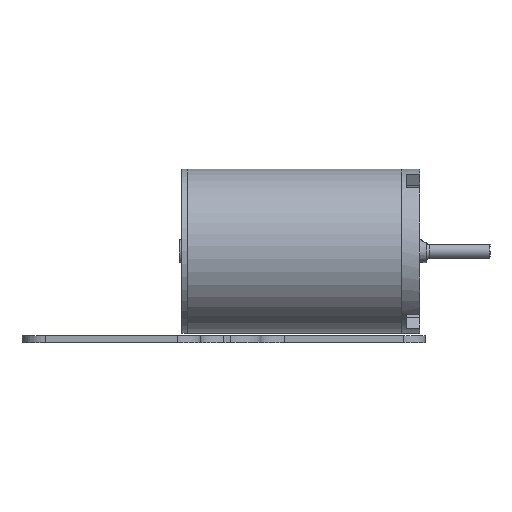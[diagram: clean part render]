
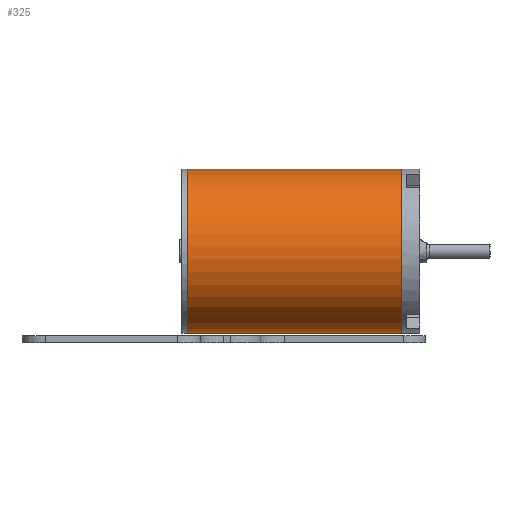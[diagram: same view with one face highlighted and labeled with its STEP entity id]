
A CAD part, left-side view. The second image highlights one B-rep face of the part: STEP entity #325.
In plain terms, the highlighted free-form (B-spline) face has degree [2, 1] with [7, 2] control points.
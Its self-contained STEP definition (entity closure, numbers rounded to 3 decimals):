
#53 = EDGE_CURVE('',#54,#54,#56,.T.);
#54 = VERTEX_POINT('',#55);
#55 = CARTESIAN_POINT('',(-23.45,0.,-18.));
#56 = SURFACE_CURVE('',#57,(#65,#81),.PCURVE_S1.);
#57 = ( BOUNDED_CURVE() B_SPLINE_CURVE(2,(#58,#59,#60,#61,#62,#63,#64),
.UNSPECIFIED.,.T.,.F.) B_SPLINE_CURVE_WITH_KNOTS((3,2,2,3),(
    3.142,5.236,7.33,9.425),
.PIECEWISE_BEZIER_KNOTS.) CURVE() GEOMETRIC_REPRESENTATION_ITEM() 
RATIONAL_B_SPLINE_CURVE((1.,0.5,1.,0.5,1.,0.5,1.)) REPRESENTATION_ITEM(
  '') );
#58 = CARTESIAN_POINT('',(-23.45,0.,-18.));
#59 = CARTESIAN_POINT('',(-23.45,-31.177,-18.));
#60 = CARTESIAN_POINT('',(-23.45,-15.588,9.));
#61 = CARTESIAN_POINT('',(-23.45,0.,36.));
#62 = CARTESIAN_POINT('',(-23.45,15.588,9.));
#63 = CARTESIAN_POINT('',(-23.45,31.177,-18.));
#64 = CARTESIAN_POINT('',(-23.45,0.,-18.));
#65 = PCURVE('',#66,#71);
#66 = B_SPLINE_SURFACE_WITH_KNOTS('',1,1,(
    (#67,#68)
    ,(#69,#70
    )),.UNSPECIFIED.,.F.,.F.,.F.,(2,2),(2,2),(-18.,18.),(-34.5,1.5),
  .PIECEWISE_BEZIER_KNOTS.);
#67 = CARTESIAN_POINT('',(-23.45,-18.,18.));
#68 = CARTESIAN_POINT('',(-23.45,18.,18.));
#69 = CARTESIAN_POINT('',(-23.45,-18.,-18.));
#70 = CARTESIAN_POINT('',(-23.45,18.,-18.));
#71 = DEFINITIONAL_REPRESENTATION('',(#72),#80);
#72 = ( BOUNDED_CURVE() B_SPLINE_CURVE(2,(#73,#74,#75,#76,#77,#78,#79),
.UNSPECIFIED.,.F.,.F.) B_SPLINE_CURVE_WITH_KNOTS((3,2,2,3),(
    3.142,5.236,7.33,9.425),
.PIECEWISE_BEZIER_KNOTS.) CURVE() GEOMETRIC_REPRESENTATION_ITEM() 
RATIONAL_B_SPLINE_CURVE((1.,0.5,1.,0.5,1.,0.5,1.)) REPRESENTATION_ITEM(
  '') );
#73 = CARTESIAN_POINT('',(18.,-16.5));
#74 = CARTESIAN_POINT('',(18.,-47.677));
#75 = CARTESIAN_POINT('',(-9.,-32.088));
#76 = CARTESIAN_POINT('',(-36.,-16.5));
#77 = CARTESIAN_POINT('',(-9.,-0.912));
#78 = CARTESIAN_POINT('',(18.,14.677));
#79 = CARTESIAN_POINT('',(18.,-16.5));
#80 = ( GEOMETRIC_REPRESENTATION_CONTEXT(2) 
PARAMETRIC_REPRESENTATION_CONTEXT() REPRESENTATION_CONTEXT('2D SPACE',''
  ) );
#81 = PCURVE('',#82,#97);
#82 = ( BOUNDED_SURFACE() B_SPLINE_SURFACE(2,1,(
    (#83,#84)
    ,(#85,#86)
    ,(#87,#88)
    ,(#89,#90)
    ,(#91,#92)
    ,(#93,#94)
,(#95,#96
    )),.UNSPECIFIED.,.T.,.F.,.F.) B_SPLINE_SURFACE_WITH_KNOTS((1,2,2,2,2
    ,1),(2,2),(-2.094,0.,2.094,4.189,
    6.283,8.378),(-123.638,-76.738),
.UNSPECIFIED.) GEOMETRIC_REPRESENTATION_ITEM() RATIONAL_B_SPLINE_SURFACE
((
    (1.,1.)
    ,(0.5,0.5)
    ,(1.,1.)
    ,(0.5,0.5)
    ,(1.,1.)
    ,(0.5,0.5)
,(1.,1.))) REPRESENTATION_ITEM('') SURFACE() );
#83 = CARTESIAN_POINT('',(23.45,0.,18.));
#84 = CARTESIAN_POINT('',(-23.45,0.,18.));
#85 = CARTESIAN_POINT('',(23.45,31.177,18.));
#86 = CARTESIAN_POINT('',(-23.45,31.177,18.));
#87 = CARTESIAN_POINT('',(23.45,15.588,-9.));
#88 = CARTESIAN_POINT('',(-23.45,15.588,-9.));
#89 = CARTESIAN_POINT('',(23.45,0.,-36.));
#90 = CARTESIAN_POINT('',(-23.45,0.,-36.));
#91 = CARTESIAN_POINT('',(23.45,-15.588,-9.));
#92 = CARTESIAN_POINT('',(-23.45,-15.588,-9.));
#93 = CARTESIAN_POINT('',(23.45,-31.177,18.));
#94 = CARTESIAN_POINT('',(-23.45,-31.177,18.));
#95 = CARTESIAN_POINT('',(23.45,0.,18.));
#96 = CARTESIAN_POINT('',(-23.45,0.,18.));
#97 = DEFINITIONAL_REPRESENTATION('',(#98),#121);
#98 = B_SPLINE_CURVE_WITH_KNOTS('',7,(#99,#100,#101,#102,#103,#104,#105,
    #106,#107,#108,#109,#110,#111,#112,#113,#114,#115,#116,#117,#118,
    #119,#120),.UNSPECIFIED.,.F.,.F.,(8,7,7,8),(3.142,
    5.236,7.33,9.425),
  .PIECEWISE_BEZIER_KNOTS.);
#99 = CARTESIAN_POINT('',(-3.142,-76.738));
#100 = CARTESIAN_POINT('',(-2.927,-76.738));
#101 = CARTESIAN_POINT('',(-2.579,-76.738));
#102 = CARTESIAN_POINT('',(-2.588,-76.738));
#103 = CARTESIAN_POINT('',(-1.601,-76.738));
#104 = CARTESIAN_POINT('',(-1.61,-76.738));
#105 = CARTESIAN_POINT('',(-1.262,-76.738));
#106 = CARTESIAN_POINT('',(-1.047,-76.738));
#107 = CARTESIAN_POINT('',(-0.833,-76.738));
#108 = CARTESIAN_POINT('',(-0.485,-76.738));
#109 = CARTESIAN_POINT('',(-0.493,-76.738));
#110 = CARTESIAN_POINT('',(0.493,-76.738));
#111 = CARTESIAN_POINT('',(0.485,-76.738));
#112 = CARTESIAN_POINT('',(0.833,-76.738));
#113 = CARTESIAN_POINT('',(1.047,-76.738));
#114 = CARTESIAN_POINT('',(1.262,-76.738));
#115 = CARTESIAN_POINT('',(1.61,-76.738));
#116 = CARTESIAN_POINT('',(1.601,-76.738));
#117 = CARTESIAN_POINT('',(2.588,-76.738));
#118 = CARTESIAN_POINT('',(2.579,-76.738));
#119 = CARTESIAN_POINT('',(2.927,-76.738));
#120 = CARTESIAN_POINT('',(3.142,-76.738));
#121 = ( GEOMETRIC_REPRESENTATION_CONTEXT(2) 
PARAMETRIC_REPRESENTATION_CONTEXT() REPRESENTATION_CONTEXT('2D SPACE',''
  ) );
#254 = B_SPLINE_SURFACE_WITH_KNOTS('',1,1,(
    (#255,#256)
    ,(#257,#258
    )),.UNSPECIFIED.,.F.,.F.,.F.,(2,2),(2,2),(-18.,18.),(-34.5,1.5),
  .PIECEWISE_BEZIER_KNOTS.);
#255 = CARTESIAN_POINT('',(23.45,-18.,-18.));
#256 = CARTESIAN_POINT('',(23.45,18.,-18.));
#257 = CARTESIAN_POINT('',(23.45,-18.,18.));
#258 = CARTESIAN_POINT('',(23.45,18.,18.));
#273 = EDGE_CURVE('',#274,#274,#276,.T.);
#274 = VERTEX_POINT('',#275);
#275 = CARTESIAN_POINT('',(23.45,0.,-18.));
#276 = SURFACE_CURVE('',#277,(#285,#296),.PCURVE_S1.);
#277 = ( BOUNDED_CURVE() B_SPLINE_CURVE(2,(#278,#279,#280,#281,#282,#283
,#284),.UNSPECIFIED.,.T.,.F.) B_SPLINE_CURVE_WITH_KNOTS((3,2,2,3),(
    3.142,5.236,7.33,9.425),
.PIECEWISE_BEZIER_KNOTS.) CURVE() GEOMETRIC_REPRESENTATION_ITEM() 
RATIONAL_B_SPLINE_CURVE((1.,0.5,1.,0.5,1.,0.5,1.)) REPRESENTATION_ITEM(
  '') );
#278 = CARTESIAN_POINT('',(23.45,0.,-18.));
#279 = CARTESIAN_POINT('',(23.45,-31.177,-18.));
#280 = CARTESIAN_POINT('',(23.45,-15.588,9.));
#281 = CARTESIAN_POINT('',(23.45,0.,36.));
#282 = CARTESIAN_POINT('',(23.45,15.588,9.));
#283 = CARTESIAN_POINT('',(23.45,31.177,-18.));
#284 = CARTESIAN_POINT('',(23.45,0.,-18.));
#285 = PCURVE('',#254,#286);
#286 = DEFINITIONAL_REPRESENTATION('',(#287),#295);
#287 = ( BOUNDED_CURVE() B_SPLINE_CURVE(2,(#288,#289,#290,#291,#292,#293
,#294),.UNSPECIFIED.,.F.,.F.) B_SPLINE_CURVE_WITH_KNOTS((3,2,2,3),(
    3.142,5.236,7.33,9.425),
.PIECEWISE_BEZIER_KNOTS.) CURVE() GEOMETRIC_REPRESENTATION_ITEM() 
RATIONAL_B_SPLINE_CURVE((1.,0.5,1.,0.5,1.,0.5,1.)) REPRESENTATION_ITEM(
  '') );
#288 = CARTESIAN_POINT('',(-18.,-16.5));
#289 = CARTESIAN_POINT('',(-18.,-47.677));
#290 = CARTESIAN_POINT('',(9.,-32.088));
#291 = CARTESIAN_POINT('',(36.,-16.5));
#292 = CARTESIAN_POINT('',(9.,-0.912));
#293 = CARTESIAN_POINT('',(-18.,14.677));
#294 = CARTESIAN_POINT('',(-18.,-16.5));
#295 = ( GEOMETRIC_REPRESENTATION_CONTEXT(2) 
PARAMETRIC_REPRESENTATION_CONTEXT() REPRESENTATION_CONTEXT('2D SPACE',''
  ) );
#296 = PCURVE('',#82,#297);
#297 = DEFINITIONAL_REPRESENTATION('',(#298),#321);
#298 = B_SPLINE_CURVE_WITH_KNOTS('',7,(#299,#300,#301,#302,#303,#304,
    #305,#306,#307,#308,#309,#310,#311,#312,#313,#314,#315,#316,#317,
    #318,#319,#320),.UNSPECIFIED.,.F.,.F.,(8,7,7,8),(3.142,
    5.236,7.33,9.425),
  .PIECEWISE_BEZIER_KNOTS.);
#299 = CARTESIAN_POINT('',(-3.142,-123.638));
#300 = CARTESIAN_POINT('',(-2.927,-123.638));
#301 = CARTESIAN_POINT('',(-2.579,-123.638));
#302 = CARTESIAN_POINT('',(-2.588,-123.638));
#303 = CARTESIAN_POINT('',(-1.601,-123.638));
#304 = CARTESIAN_POINT('',(-1.61,-123.638));
#305 = CARTESIAN_POINT('',(-1.262,-123.638));
#306 = CARTESIAN_POINT('',(-1.047,-123.638));
#307 = CARTESIAN_POINT('',(-0.833,-123.638));
#308 = CARTESIAN_POINT('',(-0.485,-123.638));
#309 = CARTESIAN_POINT('',(-0.493,-123.638));
#310 = CARTESIAN_POINT('',(0.493,-123.638));
#311 = CARTESIAN_POINT('',(0.485,-123.638));
#312 = CARTESIAN_POINT('',(0.833,-123.638));
#313 = CARTESIAN_POINT('',(1.047,-123.638));
#314 = CARTESIAN_POINT('',(1.262,-123.638));
#315 = CARTESIAN_POINT('',(1.61,-123.638));
#316 = CARTESIAN_POINT('',(1.601,-123.638));
#317 = CARTESIAN_POINT('',(2.588,-123.638));
#318 = CARTESIAN_POINT('',(2.579,-123.638));
#319 = CARTESIAN_POINT('',(2.927,-123.638));
#320 = CARTESIAN_POINT('',(3.142,-123.638));
#321 = ( GEOMETRIC_REPRESENTATION_CONTEXT(2) 
PARAMETRIC_REPRESENTATION_CONTEXT() REPRESENTATION_CONTEXT('2D SPACE',''
  ) );
#325 = ADVANCED_FACE('',(#326),#82,.T.);
#326 = FACE_BOUND('',#327,.T.);
#327 = EDGE_LOOP('',(#328,#329,#349,#350));
#328 = ORIENTED_EDGE('',*,*,#53,.F.);
#329 = ORIENTED_EDGE('',*,*,#330,.T.);
#330 = EDGE_CURVE('',#54,#274,#331,.T.);
#331 = SEAM_CURVE('',#332,(#335,#342),.PCURVE_S1.);
#332 = B_SPLINE_CURVE_WITH_KNOTS('',1,(#333,#334),.UNSPECIFIED.,.F.,.F.,
  (2,2),(76.738,123.638),.PIECEWISE_BEZIER_KNOTS.);
#333 = CARTESIAN_POINT('',(-23.45,0.,-18.));
#334 = CARTESIAN_POINT('',(23.45,0.,-18.));
#335 = PCURVE('',#82,#336);
#336 = DEFINITIONAL_REPRESENTATION('',(#337),#341);
#337 = B_SPLINE_CURVE_WITH_KNOTS('',2,(#338,#339,#340),.UNSPECIFIED.,.F.
  ,.F.,(3,3),(76.738,123.638),
  .PIECEWISE_BEZIER_KNOTS.);
#338 = CARTESIAN_POINT('',(-3.142,-76.738));
#339 = CARTESIAN_POINT('',(-3.142,-100.188));
#340 = CARTESIAN_POINT('',(-3.142,-123.638));
#341 = ( GEOMETRIC_REPRESENTATION_CONTEXT(2) 
PARAMETRIC_REPRESENTATION_CONTEXT() REPRESENTATION_CONTEXT('2D SPACE',''
  ) );
#342 = PCURVE('',#82,#343);
#343 = DEFINITIONAL_REPRESENTATION('',(#344),#348);
#344 = B_SPLINE_CURVE_WITH_KNOTS('',2,(#345,#346,#347),.UNSPECIFIED.,.F.
  ,.F.,(3,3),(76.738,123.638),
  .PIECEWISE_BEZIER_KNOTS.);
#345 = CARTESIAN_POINT('',(3.142,-76.738));
#346 = CARTESIAN_POINT('',(3.142,-100.188));
#347 = CARTESIAN_POINT('',(3.142,-123.638));
#348 = ( GEOMETRIC_REPRESENTATION_CONTEXT(2) 
PARAMETRIC_REPRESENTATION_CONTEXT() REPRESENTATION_CONTEXT('2D SPACE',''
  ) );
#349 = ORIENTED_EDGE('',*,*,#273,.T.);
#350 = ORIENTED_EDGE('',*,*,#330,.F.);
